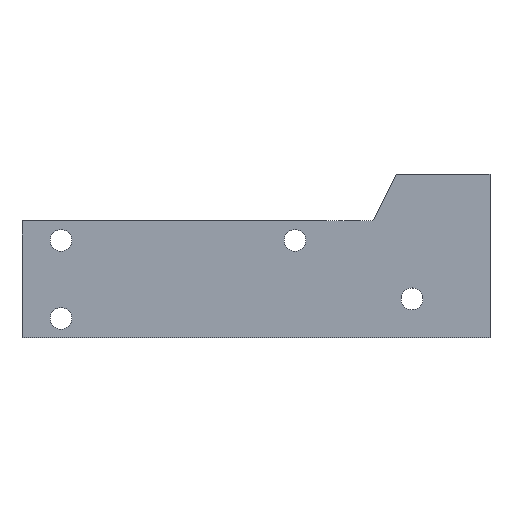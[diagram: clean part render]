
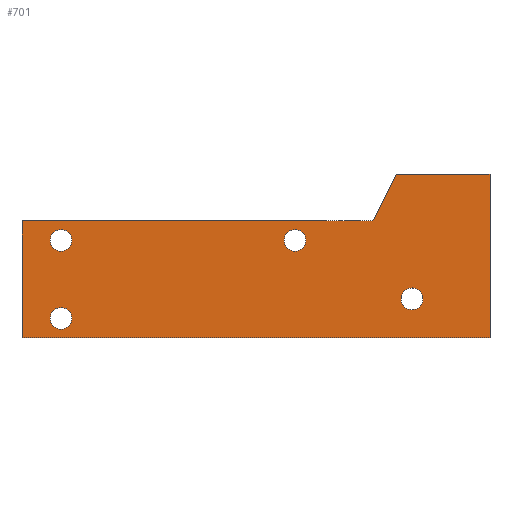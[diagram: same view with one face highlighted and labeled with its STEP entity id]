
A CAD part, top view. The second image highlights one B-rep face of the part: STEP entity #701.
In plain terms, the highlighted planar face has unit normal (0, 0, 1).
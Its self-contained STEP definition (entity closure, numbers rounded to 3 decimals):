
#27=FACE_BOUND('',#138,.T.);
#28=FACE_BOUND('',#139,.T.);
#29=FACE_BOUND('',#140,.T.);
#30=FACE_BOUND('',#141,.T.);
#58=PLANE('',#773);
#93=FACE_OUTER_BOUND('',#137,.T.);
#137=EDGE_LOOP('',(#650,#651,#652,#653,#654,#655));
#138=EDGE_LOOP('',(#656));
#139=EDGE_LOOP('',(#657));
#140=EDGE_LOOP('',(#658));
#141=EDGE_LOOP('',(#659));
#157=LINE('',#1005,#237);
#161=LINE('',#1012,#241);
#191=LINE('',#1076,#271);
#216=LINE('',#1127,#296);
#219=LINE('',#1141,#299);
#221=LINE('',#1144,#301);
#237=VECTOR('',#825,10.);
#241=VECTOR('',#831,10.);
#271=VECTOR('',#879,10.);
#296=VECTOR('',#930,10.);
#299=VECTOR('',#947,10.);
#301=VECTOR('',#951,10.);
#303=CIRCLE('',#727,1.4);
#305=CIRCLE('',#730,1.4);
#307=CIRCLE('',#733,1.4);
#315=CIRCLE('',#770,1.4);
#317=VERTEX_POINT('',#958);
#319=VERTEX_POINT('',#964);
#321=VERTEX_POINT('',#970);
#332=VERTEX_POINT('',#1003);
#333=VERTEX_POINT('',#1004);
#335=VERTEX_POINT('',#1011);
#360=VERTEX_POINT('',#1075);
#373=VERTEX_POINT('',#1125);
#376=VERTEX_POINT('',#1136);
#377=VERTEX_POINT('',#1140);
#380=EDGE_CURVE('',#317,#317,#303,.T.);
#383=EDGE_CURVE('',#319,#319,#305,.T.);
#386=EDGE_CURVE('',#321,#321,#307,.T.);
#401=EDGE_CURVE('',#332,#333,#157,.T.);
#405=EDGE_CURVE('',#335,#332,#161,.T.);
#438=EDGE_CURVE('',#360,#335,#191,.T.);
#463=EDGE_CURVE('',#333,#373,#216,.T.);
#468=EDGE_CURVE('',#376,#376,#315,.T.);
#469=EDGE_CURVE('',#377,#360,#219,.T.);
#471=EDGE_CURVE('',#373,#377,#221,.T.);
#650=ORIENTED_EDGE('',*,*,#401,.T.);
#651=ORIENTED_EDGE('',*,*,#463,.T.);
#652=ORIENTED_EDGE('',*,*,#471,.T.);
#653=ORIENTED_EDGE('',*,*,#469,.T.);
#654=ORIENTED_EDGE('',*,*,#438,.T.);
#655=ORIENTED_EDGE('',*,*,#405,.T.);
#656=ORIENTED_EDGE('',*,*,#380,.F.);
#657=ORIENTED_EDGE('',*,*,#383,.F.);
#658=ORIENTED_EDGE('',*,*,#386,.F.);
#659=ORIENTED_EDGE('',*,*,#468,.F.);
#701=ADVANCED_FACE('',(#93,#27,#28,#29,#30),#58,.T.);
#727=AXIS2_PLACEMENT_3D('',#960,#781,#782);
#730=AXIS2_PLACEMENT_3D('',#966,#788,#789);
#733=AXIS2_PLACEMENT_3D('',#972,#795,#796);
#770=AXIS2_PLACEMENT_3D('',#1138,#943,#944);
#773=AXIS2_PLACEMENT_3D('',#1145,#952,#953);
#781=DIRECTION('center_axis',(0.,0.,1.));
#782=DIRECTION('ref_axis',(1.,0.,0.));
#788=DIRECTION('center_axis',(0.,0.,1.));
#789=DIRECTION('ref_axis',(1.,0.,0.));
#795=DIRECTION('center_axis',(0.,0.,1.));
#796=DIRECTION('ref_axis',(1.,0.,0.));
#825=DIRECTION('',(-0.447,-0.894,0.));
#831=DIRECTION('',(-1.,0.,0.));
#879=DIRECTION('',(0.,1.,0.));
#930=DIRECTION('',(-1.,0.,0.));
#943=DIRECTION('center_axis',(0.,0.,1.));
#944=DIRECTION('ref_axis',(1.,0.,0.));
#947=DIRECTION('',(1.,0.,0.));
#951=DIRECTION('',(0.,-1.,0.));
#952=DIRECTION('center_axis',(0.,0.,1.));
#953=DIRECTION('ref_axis',(1.,0.,0.));
#958=CARTESIAN_POINT('',(3.6,2.5,0.));
#960=CARTESIAN_POINT('Origin',(5.,2.5,0.));
#964=CARTESIAN_POINT('',(3.6,12.5,0.));
#966=CARTESIAN_POINT('Origin',(5.,12.5,0.));
#970=CARTESIAN_POINT('',(33.6,12.5,0.));
#972=CARTESIAN_POINT('Origin',(35.,12.5,0.));
#1003=CARTESIAN_POINT('',(48.,21.,0.));
#1004=CARTESIAN_POINT('',(45.,15.,0.));
#1005=CARTESIAN_POINT('',(42.75,10.5,0.));
#1011=CARTESIAN_POINT('',(60.,21.,0.));
#1012=CARTESIAN_POINT('',(60.,21.,0.));
#1075=CARTESIAN_POINT('',(60.,0.,0.));
#1076=CARTESIAN_POINT('',(60.,0.,0.));
#1125=CARTESIAN_POINT('',(0.,15.,0.));
#1127=CARTESIAN_POINT('',(60.,15.,0.));
#1136=CARTESIAN_POINT('',(48.6,5.,0.));
#1138=CARTESIAN_POINT('Origin',(50.,5.,0.));
#1140=CARTESIAN_POINT('',(0.,0.,0.));
#1141=CARTESIAN_POINT('',(0.,0.,0.));
#1144=CARTESIAN_POINT('',(0.,15.,0.));
#1145=CARTESIAN_POINT('Origin',(30.,7.5,0.));
